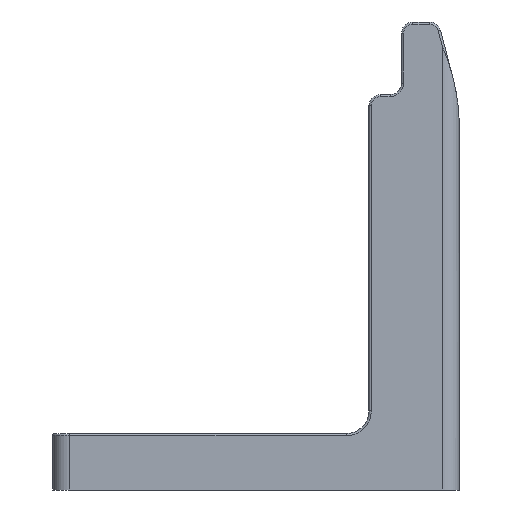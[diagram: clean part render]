
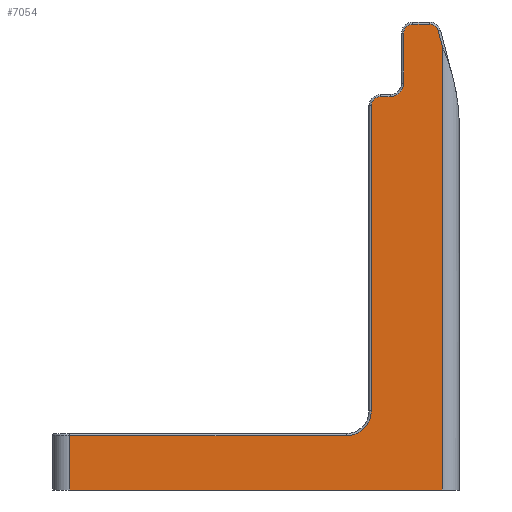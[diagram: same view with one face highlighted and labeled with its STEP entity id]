
A CAD part, left-side view. The second image highlights one B-rep face of the part: STEP entity #7054.
In plain terms, the highlighted planar face has unit normal (-1, 0, 0).
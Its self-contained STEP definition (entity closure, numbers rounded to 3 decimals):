
#327 = VECTOR ( 'NONE', #8969, 1000. ) ;
#433 = VERTEX_POINT ( 'NONE', #1202 ) ;
#454 = EDGE_CURVE ( 'NONE', #7384, #12635, #6174, .T. ) ;
#539 = CARTESIAN_POINT ( 'NONE',  ( -16., 7., 34.8 ) ) ;
#752 = ORIENTED_EDGE ( 'NONE', *, *, #2622, .T. ) ;
#889 = EDGE_CURVE ( 'NONE', #9253, #4675, #5628, .T. ) ;
#911 = DIRECTION ( 'NONE',  ( 0., 1., 0. ) ) ;
#940 = VECTOR ( 'NONE', #1749, 1000. ) ;
#999 = CARTESIAN_POINT ( 'NONE',  ( -16., 10., 7. ) ) ;
#1194 = EDGE_CURVE ( 'NONE', #5713, #12028, #10738, .T. ) ;
#1202 = CARTESIAN_POINT ( 'NONE',  ( -16., 2.641, 41.218 ) ) ;
#1206 = EDGE_CURVE ( 'NONE', #4356, #4675, #10337, .T. ) ;
#1280 = VERTEX_POINT ( 'NONE', #10658 ) ;
#1337 = CARTESIAN_POINT ( 'NONE',  ( -16., 6.128, 36. ) ) ;
#1604 = LINE ( 'NONE', #5477, #6057 ) ;
#1673 = EDGE_CURVE ( 'NONE', #433, #5713, #4374, .T. ) ;
#1749 = DIRECTION ( 'NONE',  ( 0., 0., -1. ) ) ;
#1953 = AXIS2_PLACEMENT_3D ( 'NONE', #7818, #9704, #911 ) ;
#1959 = EDGE_CURVE ( 'NONE', #1280, #7384, #7302, .T. ) ;
#2002 = DIRECTION ( 'NONE',  ( 1., 0., 0. ) ) ;
#2062 = DIRECTION ( 'NONE',  ( 0., 1., 0. ) ) ;
#2087 = ORIENTED_EDGE ( 'NONE', *, *, #1959, .T. ) ;
#2132 = EDGE_CURVE ( 'NONE', #12635, #4356, #4553, .T. ) ;
#2163 = CIRCLE ( 'NONE', #1953, 0.8 ) ;
#2387 = DIRECTION ( 'NONE',  ( 0., 1., 0. ) ) ;
#2622 = EDGE_CURVE ( 'NONE', #12623, #11860, #11507, .T. ) ;
#2787 = ORIENTED_EDGE ( 'NONE', *, *, #2132, .T. ) ;
#2843 = CARTESIAN_POINT ( 'NONE',  ( -16., 4.928, 40.418 ) ) ;
#3031 = DIRECTION ( 'NONE',  ( -1., 0., 0. ) ) ;
#3230 = AXIS2_PLACEMENT_3D ( 'NONE', #1337, #10180, #5408 ) ;
#3433 = VERTEX_POINT ( 'NONE', #7777 ) ;
#3543 = CARTESIAN_POINT ( 'NONE',  ( -16., 7.8, 34. ) ) ;
#3778 = CARTESIAN_POINT ( 'NONE',  ( -16., 10., 4.8 ) ) ;
#3820 = ORIENTED_EDGE ( 'NONE', *, *, #5762, .T. ) ;
#3973 = DIRECTION ( 'NONE',  ( 0., 1., 0. ) ) ;
#4305 = DIRECTION ( 'NONE',  ( 0., 1., 0. ) ) ;
#4356 = VERTEX_POINT ( 'NONE', #11101 ) ;
#4374 = LINE ( 'NONE', #4434, #6880 ) ;
#4431 = EDGE_CURVE ( 'NONE', #9253, #3433, #7215, .T. ) ;
#4432 = VECTOR ( 'NONE', #6589, 1000. ) ;
#4434 = CARTESIAN_POINT ( 'NONE',  ( -16., 34.5, 41.218 ) ) ;
#4553 = LINE ( 'NONE', #6623, #11024 ) ;
#4564 = CARTESIAN_POINT ( 'NONE',  ( -16., 1.5, 0. ) ) ;
#4675 = VERTEX_POINT ( 'NONE', #4564 ) ;
#4942 = DIRECTION ( 'NONE',  ( 1., 0., 0. ) ) ;
#5021 = CARTESIAN_POINT ( 'NONE',  ( -16., 4.928, 50. ) ) ;
#5078 = ORIENTED_EDGE ( 'NONE', *, *, #1194, .T. ) ;
#5156 = AXIS2_PLACEMENT_3D ( 'NONE', #9431, #9358, #2387 ) ;
#5205 = DIRECTION ( 'NONE',  ( 0., 0.253, 0.967 ) ) ;
#5371 = CARTESIAN_POINT ( 'NONE',  ( -16., 4.928, 36. ) ) ;
#5408 = DIRECTION ( 'NONE',  ( 0., 1., 0. ) ) ;
#5418 = CARTESIAN_POINT ( 'NONE',  ( -16., 34.5, 0. ) ) ;
#5477 = CARTESIAN_POINT ( 'NONE',  ( -16., 7.8, 50. ) ) ;
#5628 = LINE ( 'NONE', #6847, #940 ) ;
#5685 = ORIENTED_EDGE ( 'NONE', *, *, #1206, .T. ) ;
#5713 = VERTEX_POINT ( 'NONE', #7403 ) ;
#5728 = ORIENTED_EDGE ( 'NONE', *, *, #11009, .T. ) ;
#5762 = EDGE_CURVE ( 'NONE', #12253, #12623, #12767, .T. ) ;
#6057 = VECTOR ( 'NONE', #9421, 1000. ) ;
#6174 = LINE ( 'NONE', #11166, #8561 ) ;
#6255 = CARTESIAN_POINT ( 'NONE',  ( -16., 34.5, 4.8 ) ) ;
#6589 = DIRECTION ( 'NONE',  ( 0., 1., 0. ) ) ;
#6623 = CARTESIAN_POINT ( 'NONE',  ( -16., 34.5, 50. ) ) ;
#6847 = CARTESIAN_POINT ( 'NONE',  ( -16., 1.5, 50. ) ) ;
#6880 = VECTOR ( 'NONE', #8378, 1000. ) ;
#7033 = CARTESIAN_POINT ( 'NONE',  ( -16., 34.5, 50. ) ) ;
#7054 = ADVANCED_FACE ( 'NONE', ( #10870 ), #11045, .F. ) ;
#7097 = DIRECTION ( 'NONE',  ( 0., 1., 0. ) ) ;
#7215 = LINE ( 'NONE', #12418, #11486 ) ;
#7302 = CIRCLE ( 'NONE', #8546, 2.2 ) ;
#7384 = VERTEX_POINT ( 'NONE', #3778 ) ;
#7403 = CARTESIAN_POINT ( 'NONE',  ( -16., 4.128, 41.218 ) ) ;
#7431 = AXIS2_PLACEMENT_3D ( 'NONE', #12178, #3031, #7097 ) ;
#7777 = CARTESIAN_POINT ( 'NONE',  ( -16., 1.867, 40.62 ) ) ;
#7818 = CARTESIAN_POINT ( 'NONE',  ( -16., 2.641, 40.418 ) ) ;
#8378 = DIRECTION ( 'NONE',  ( 0., 1., 0. ) ) ;
#8489 = VERTEX_POINT ( 'NONE', #3543 ) ;
#8546 = AXIS2_PLACEMENT_3D ( 'NONE', #999, #4942, #3973 ) ;
#8561 = VECTOR ( 'NONE', #4305, 1000. ) ;
#8652 = AXIS2_PLACEMENT_3D ( 'NONE', #7033, #2002, #2062 ) ;
#8663 = EDGE_LOOP ( 'NONE', ( #11710, #11096, #11223, #11178, #5078, #10887, #3820, #752, #10988, #5728, #2087, #11748, #2787, #5685 ) ) ;
#8969 = DIRECTION ( 'NONE',  ( 0., 0., -1. ) ) ;
#9159 = DIRECTION ( 'NONE',  ( 0., -1., 0. ) ) ;
#9253 = VERTEX_POINT ( 'NONE', #10295 ) ;
#9358 = DIRECTION ( 'NONE',  ( -1., 0., 0. ) ) ;
#9421 = DIRECTION ( 'NONE',  ( 0., 0., -1. ) ) ;
#9431 = CARTESIAN_POINT ( 'NONE',  ( -16., 4.128, 40.418 ) ) ;
#9482 = EDGE_CURVE ( 'NONE', #11860, #8489, #9508, .T. ) ;
#9508 = CIRCLE ( 'NONE', #7431, 0.8 ) ;
#9524 = DIRECTION ( 'NONE',  ( 0., 0., -1. ) ) ;
#9548 = CARTESIAN_POINT ( 'NONE',  ( -16., 34.5, 34.8 ) ) ;
#9704 = DIRECTION ( 'NONE',  ( -1., 0., 0. ) ) ;
#10180 = DIRECTION ( 'NONE',  ( 1., 0., 0. ) ) ;
#10295 = CARTESIAN_POINT ( 'NONE',  ( -16., 1.5, 39.22 ) ) ;
#10337 = LINE ( 'NONE', #5418, #10938 ) ;
#10658 = CARTESIAN_POINT ( 'NONE',  ( -16., 7.8, 7. ) ) ;
#10738 = CIRCLE ( 'NONE', #5156, 0.8 ) ;
#10870 = FACE_OUTER_BOUND ( 'NONE', #8663, .T. ) ;
#10887 = ORIENTED_EDGE ( 'NONE', *, *, #12452, .T. ) ;
#10938 = VECTOR ( 'NONE', #9159, 1000. ) ;
#10977 = LINE ( 'NONE', #5021, #327 ) ;
#10988 = ORIENTED_EDGE ( 'NONE', *, *, #9482, .T. ) ;
#11009 = EDGE_CURVE ( 'NONE', #8489, #1280, #1604, .T. ) ;
#11024 = VECTOR ( 'NONE', #9524, 1000. ) ;
#11045 = PLANE ( 'NONE',  #8652 ) ;
#11096 = ORIENTED_EDGE ( 'NONE', *, *, #4431, .T. ) ;
#11101 = CARTESIAN_POINT ( 'NONE',  ( -16., 34.5, 0. ) ) ;
#11166 = CARTESIAN_POINT ( 'NONE',  ( -16., 34.5, 4.8 ) ) ;
#11178 = ORIENTED_EDGE ( 'NONE', *, *, #1673, .T. ) ;
#11223 = ORIENTED_EDGE ( 'NONE', *, *, #11962, .T. ) ;
#11486 = VECTOR ( 'NONE', #5205, 1000. ) ;
#11507 = LINE ( 'NONE', #9548, #4432 ) ;
#11710 = ORIENTED_EDGE ( 'NONE', *, *, #889, .F. ) ;
#11748 = ORIENTED_EDGE ( 'NONE', *, *, #454, .T. ) ;
#11860 = VERTEX_POINT ( 'NONE', #539 ) ;
#11962 = EDGE_CURVE ( 'NONE', #3433, #433, #2163, .T. ) ;
#12028 = VERTEX_POINT ( 'NONE', #2843 ) ;
#12178 = CARTESIAN_POINT ( 'NONE',  ( -16., 7., 34. ) ) ;
#12253 = VERTEX_POINT ( 'NONE', #5371 ) ;
#12418 = CARTESIAN_POINT ( 'NONE',  ( -16., 6.262, 57.398 ) ) ;
#12452 = EDGE_CURVE ( 'NONE', #12028, #12253, #10977, .T. ) ;
#12474 = CARTESIAN_POINT ( 'NONE',  ( -16., 6.128, 34.8 ) ) ;
#12623 = VERTEX_POINT ( 'NONE', #12474 ) ;
#12635 = VERTEX_POINT ( 'NONE', #6255 ) ;
#12767 = CIRCLE ( 'NONE', #3230, 1.2 ) ;
